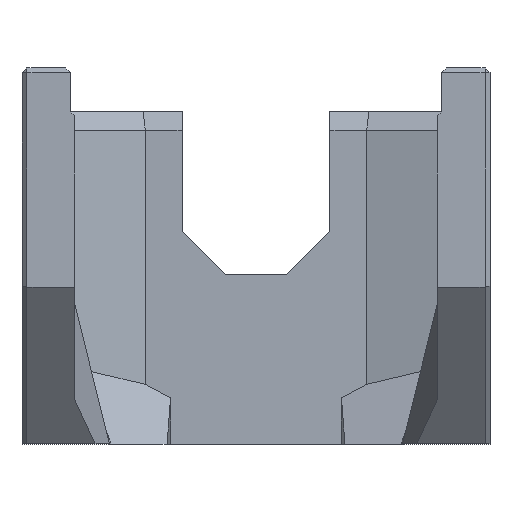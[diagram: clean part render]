
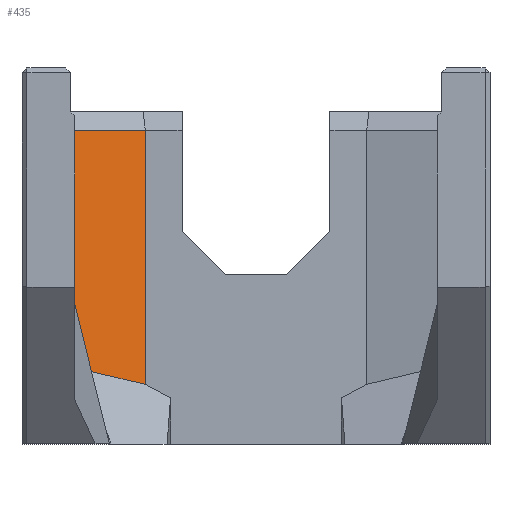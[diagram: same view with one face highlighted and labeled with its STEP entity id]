
A CAD part, top view. The second image highlights one B-rep face of the part: STEP entity #435.
In plain terms, the highlighted planar face has unit normal (0.242, 0, 0.97).
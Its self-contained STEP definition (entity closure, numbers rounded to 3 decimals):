
#39 = EDGE_CURVE('',#40,#42,#44,.T.);
#40 = VERTEX_POINT('',#41);
#41 = CARTESIAN_POINT('',(-19.573,-40.986,
    26.693));
#42 = VERTEX_POINT('',#43);
#43 = CARTESIAN_POINT('',(-19.573,0.309,26.693
    ));
#44 = SURFACE_CURVE('',#45,(#49,#61),.PCURVE_S1.);
#45 = LINE('',#46,#47);
#46 = CARTESIAN_POINT('',(-19.573,-50.691,
    26.693));
#47 = VECTOR('',#48,1.);
#48 = DIRECTION('',(0.,1.,0.));
#49 = PCURVE('',#50,#55);
#50 = PLANE('',#51);
#51 = AXIS2_PLACEMENT_3D('',#52,#53,#54);
#52 = CARTESIAN_POINT('',(16.379,-50.691,
    26.693));
#53 = DIRECTION('',(0.,0.,1.));
#54 = DIRECTION('',(-1.,0.,0.));
#55 = DEFINITIONAL_REPRESENTATION('',(#56),#60);
#56 = LINE('',#57,#58);
#57 = CARTESIAN_POINT('',(35.952,0.));
#58 = VECTOR('',#59,1.);
#59 = DIRECTION('',(0.,-1.));
#60 = ( GEOMETRIC_REPRESENTATION_CONTEXT(2) 
PARAMETRIC_REPRESENTATION_CONTEXT() REPRESENTATION_CONTEXT('2D SPACE',''
  ) );
#61 = PCURVE('',#62,#67);
#62 = PLANE('',#63);
#63 = AXIS2_PLACEMENT_3D('',#64,#65,#66);
#64 = CARTESIAN_POINT('',(-19.573,-50.691,
    26.693));
#65 = DIRECTION('',(0.242,0.,0.97));
#66 = DIRECTION('',(-0.97,0.,0.242));
#67 = DEFINITIONAL_REPRESENTATION('',(#68),#72);
#68 = LINE('',#69,#70);
#69 = CARTESIAN_POINT('',(0.,0.));
#70 = VECTOR('',#71,1.);
#71 = DIRECTION('',(0.,-1.));
#72 = ( GEOMETRIC_REPRESENTATION_CONTEXT(2) 
PARAMETRIC_REPRESENTATION_CONTEXT() REPRESENTATION_CONTEXT('2D SPACE',''
  ) );
#90 = PLANE('',#91);
#91 = AXIS2_PLACEMENT_3D('',#92,#93,#94);
#92 = CARTESIAN_POINT('',(-15.152,-47.923,
    30.545));
#93 = DIRECTION('',(-0.325,-0.609,-0.724));
#94 = DIRECTION('',(0.071,0.747,-0.66));
#435 = ADVANCED_FACE('',(#436),#62,.T.);
#436 = FACE_BOUND('',#437,.T.);
#437 = EDGE_LOOP('',(#438,#468,#496,#517,#518));
#438 = ORIENTED_EDGE('',*,*,#439,.F.);
#439 = EDGE_CURVE('',#440,#442,#444,.T.);
#440 = VERTEX_POINT('',#441);
#441 = CARTESIAN_POINT('',(-33.75,-31.745,
    30.227));
#442 = VERTEX_POINT('',#443);
#443 = CARTESIAN_POINT('',(-33.75,0.309,
    30.227));
#444 = SURFACE_CURVE('',#445,(#449,#456),.PCURVE_S1.);
#445 = LINE('',#446,#447);
#446 = CARTESIAN_POINT('',(-33.75,-50.691,
    30.227));
#447 = VECTOR('',#448,1.);
#448 = DIRECTION('',(0.,1.,0.));
#449 = PCURVE('',#62,#450);
#450 = DEFINITIONAL_REPRESENTATION('',(#451),#455);
#451 = LINE('',#452,#453);
#452 = CARTESIAN_POINT('',(14.611,0.));
#453 = VECTOR('',#454,1.);
#454 = DIRECTION('',(0.,-1.));
#455 = ( GEOMETRIC_REPRESENTATION_CONTEXT(2) 
PARAMETRIC_REPRESENTATION_CONTEXT() REPRESENTATION_CONTEXT('2D SPACE',''
  ) );
#456 = PCURVE('',#457,#462);
#457 = PLANE('',#458);
#458 = AXIS2_PLACEMENT_3D('',#459,#460,#461);
#459 = CARTESIAN_POINT('',(-33.75,-50.691,
    30.227));
#460 = DIRECTION('',(0.945,0.,0.326));
#461 = DIRECTION('',(-0.326,0.,0.945));
#462 = DEFINITIONAL_REPRESENTATION('',(#463),#467);
#463 = LINE('',#464,#465);
#464 = CARTESIAN_POINT('',(0.,0.));
#465 = VECTOR('',#466,1.);
#466 = DIRECTION('',(0.,-1.));
#467 = ( GEOMETRIC_REPRESENTATION_CONTEXT(2) 
PARAMETRIC_REPRESENTATION_CONTEXT() REPRESENTATION_CONTEXT('2D SPACE',''
  ) );
#468 = ORIENTED_EDGE('',*,*,#469,.F.);
#469 = EDGE_CURVE('',#470,#440,#472,.T.);
#470 = VERTEX_POINT('',#471);
#471 = CARTESIAN_POINT('',(-29.775,-38.573,
    29.236));
#472 = SURFACE_CURVE('',#473,(#477,#484),.PCURVE_S1.);
#473 = LINE('',#474,#475);
#474 = CARTESIAN_POINT('',(-20.338,-54.78,
    26.884));
#475 = VECTOR('',#476,1.);
#476 = DIRECTION('',(-0.499,0.857,0.124));
#477 = PCURVE('',#62,#478);
#478 = DEFINITIONAL_REPRESENTATION('',(#479),#483);
#479 = LINE('',#480,#481);
#480 = CARTESIAN_POINT('',(0.788,4.089));
#481 = VECTOR('',#482,1.);
#482 = DIRECTION('',(0.515,-0.857));
#483 = ( GEOMETRIC_REPRESENTATION_CONTEXT(2) 
PARAMETRIC_REPRESENTATION_CONTEXT() REPRESENTATION_CONTEXT('2D SPACE',''
  ) );
#484 = PCURVE('',#485,#490);
#485 = PLANE('',#486);
#486 = AXIS2_PLACEMENT_3D('',#487,#488,#489);
#487 = CARTESIAN_POINT('',(-15.609,-51.85,
    0.75));
#488 = DIRECTION('',(0.858,0.469,0.208));
#489 = DIRECTION('',(0.235,0.,-0.972)
  );
#490 = DEFINITIONAL_REPRESENTATION('',(#491),#495);
#491 = LINE('',#492,#493);
#492 = CARTESIAN_POINT('',(-26.512,-3.318));
#493 = VECTOR('',#494,1.);
#494 = DIRECTION('',(-0.239,0.971));
#495 = ( GEOMETRIC_REPRESENTATION_CONTEXT(2) 
PARAMETRIC_REPRESENTATION_CONTEXT() REPRESENTATION_CONTEXT('2D SPACE',''
  ) );
#496 = ORIENTED_EDGE('',*,*,#497,.T.);
#497 = EDGE_CURVE('',#470,#40,#498,.T.);
#498 = SURFACE_CURVE('',#499,(#503,#510),.PCURVE_S1.);
#499 = LINE('',#500,#501);
#500 = CARTESIAN_POINT('',(-16.265,-41.769,
    25.869));
#501 = VECTOR('',#502,1.);
#502 = DIRECTION('',(0.946,-0.224,-0.236));
#503 = PCURVE('',#62,#504);
#504 = DEFINITIONAL_REPRESENTATION('',(#505),#509);
#505 = LINE('',#506,#507);
#506 = CARTESIAN_POINT('',(-3.41,-8.921));
#507 = VECTOR('',#508,1.);
#508 = DIRECTION('',(-0.975,0.224));
#509 = ( GEOMETRIC_REPRESENTATION_CONTEXT(2) 
PARAMETRIC_REPRESENTATION_CONTEXT() REPRESENTATION_CONTEXT('2D SPACE',''
  ) );
#510 = PCURVE('',#90,#511);
#511 = DEFINITIONAL_REPRESENTATION('',(#512),#516);
#512 = LINE('',#513,#514);
#513 = CARTESIAN_POINT('',(7.609,-1.754));
#514 = VECTOR('',#515,1.);
#515 = DIRECTION('',(0.056,0.998));
#516 = ( GEOMETRIC_REPRESENTATION_CONTEXT(2) 
PARAMETRIC_REPRESENTATION_CONTEXT() REPRESENTATION_CONTEXT('2D SPACE',''
  ) );
#517 = ORIENTED_EDGE('',*,*,#39,.T.);
#518 = ORIENTED_EDGE('',*,*,#519,.T.);
#519 = EDGE_CURVE('',#42,#442,#520,.T.);
#520 = SURFACE_CURVE('',#521,(#525,#532),.PCURVE_S1.);
#521 = LINE('',#522,#523);
#522 = CARTESIAN_POINT('',(-19.573,0.309,
    26.693));
#523 = VECTOR('',#524,1.);
#524 = DIRECTION('',(-0.97,0.,0.242));
#525 = PCURVE('',#62,#526);
#526 = DEFINITIONAL_REPRESENTATION('',(#527),#531);
#527 = LINE('',#528,#529);
#528 = CARTESIAN_POINT('',(0.,-51.));
#529 = VECTOR('',#530,1.);
#530 = DIRECTION('',(1.,0.));
#531 = ( GEOMETRIC_REPRESENTATION_CONTEXT(2) 
PARAMETRIC_REPRESENTATION_CONTEXT() REPRESENTATION_CONTEXT('2D SPACE',''
  ) );
#532 = PCURVE('',#533,#538);
#533 = PLANE('',#534);
#534 = AXIS2_PLACEMENT_3D('',#535,#536,#537);
#535 = CARTESIAN_POINT('',(-19.936,1.809,
    25.238));
#536 = DIRECTION('',(0.171,0.707,0.686));
#537 = DIRECTION('',(-0.97,0.,0.242));
#538 = DEFINITIONAL_REPRESENTATION('',(#539),#543);
#539 = LINE('',#540,#541);
#540 = CARTESIAN_POINT('',(0.,2.121));
#541 = VECTOR('',#542,1.);
#542 = DIRECTION('',(1.,0.));
#543 = ( GEOMETRIC_REPRESENTATION_CONTEXT(2) 
PARAMETRIC_REPRESENTATION_CONTEXT() REPRESENTATION_CONTEXT('2D SPACE',''
  ) );
